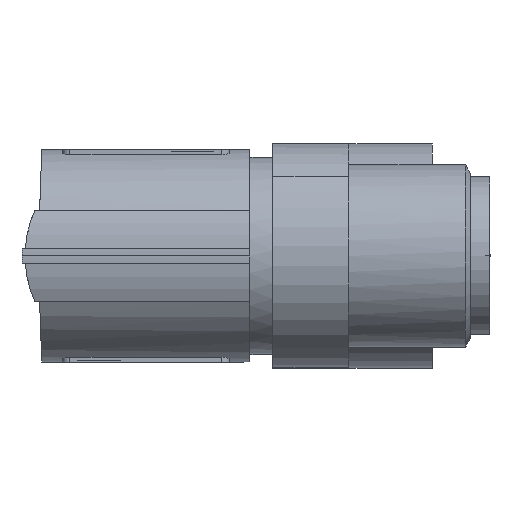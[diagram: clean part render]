
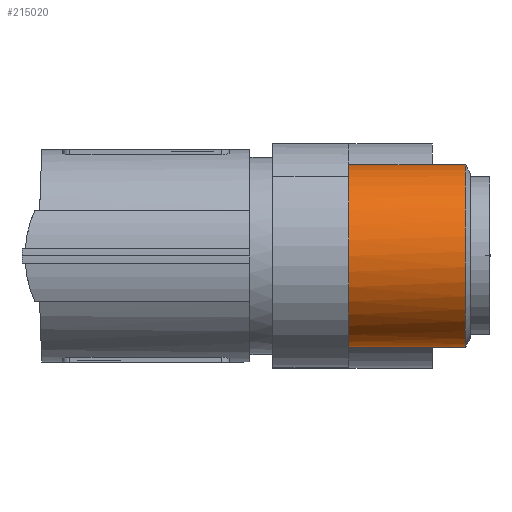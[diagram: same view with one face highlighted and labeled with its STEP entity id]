
A CAD part, left-side view. The second image highlights one B-rep face of the part: STEP entity #215020.
In plain terms, the highlighted cylindrical face has radius 6 mm (diameter 12 mm), a partial arc.
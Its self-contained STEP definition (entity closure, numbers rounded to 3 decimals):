
#51360=CARTESIAN_POINT('',(10.247,43.846,
212.75));
#51370=DIRECTION('',(-0.707,0.707,
0.));
#51380=DIRECTION('',(-0.707,-0.707,
0.));
#51390=AXIS2_PLACEMENT_3D('',#51360,#51370,#51380);
#51400=CIRCLE('',#51390,6.);
#51410=CARTESIAN_POINT('',(6.005,39.603,
212.75));
#51420=VERTEX_POINT('',#51410);
#51430=CARTESIAN_POINT('',(14.49,48.088,
212.75));
#51440=VERTEX_POINT('',#51430);
#51450=EDGE_CURVE('',#51420,#51440,#51400,.T.);
#51650=CARTESIAN_POINT('',(4.59,49.502,
212.75));
#51660=DIRECTION('',(-0.707,0.707,
0.));
#51670=DIRECTION('',(-0.707,-0.707,
0.));
#51680=AXIS2_PLACEMENT_3D('',#51650,#51660,#51670);
#51690=CYLINDRICAL_SURFACE('',#51680,6.);
#51700=CARTESIAN_POINT('',(8.833,53.745,
212.75));
#51710=DIRECTION('',(-0.707,0.707,
0.));
#51720=VECTOR('',#51710,1.);
#51730=LINE('',#51700,#51720);
#51740=CARTESIAN_POINT('',(9.057,53.521,
212.75));
#51750=VERTEX_POINT('',#51740);
#51760=EDGE_CURVE('',#51440,#51750,#51730,.T.);
#51780=CARTESIAN_POINT('',(4.815,49.278,
212.75));
#51790=DIRECTION('',(0.707,-0.707,
0.));
#51800=DIRECTION('',(0.683,0.683,
0.259));
#51810=AXIS2_PLACEMENT_3D('',#51780,#51790,#51800);
#51820=CIRCLE('',#51810,6.);
#51870=CARTESIAN_POINT('',(0.572,45.035,
212.75));
#51880=VERTEX_POINT('',#51870);
#51910=CARTESIAN_POINT('',(0.348,45.26,
212.75));
#51920=DIRECTION('',(-0.707,0.707,
0.));
#51930=VECTOR('',#51920,1.);
#51940=LINE('',#51910,#51930);
#51950=EDGE_CURVE('',#51420,#51880,#51940,.T.);
#52190=CARTESIAN_POINT('',(8.913,53.376,
214.303));
#52200=VERTEX_POINT('',#52190);
#52230=EDGE_CURVE('',#52200,#51880,#51820,.T.);
#211130=CARTESIAN_POINT('',(9.053,53.517,
213.012));
#211140=VERTEX_POINT('',#211130);
#211150=EDGE_CURVE('',#211140,#52200,#51820,.T.);
#211210=EDGE_CURVE('',#51750,#211140,#51820,.T.);
#214940=ORIENTED_EDGE('',*,*,#51760,.T.);
#214950=ORIENTED_EDGE('',*,*,#51450,.T.);
#214960=ORIENTED_EDGE('',*,*,#51950,.F.);
#214970=ORIENTED_EDGE('',*,*,#52230,.T.);
#214980=ORIENTED_EDGE('',*,*,#211150,.T.);
#214990=ORIENTED_EDGE('',*,*,#211210,.T.);
#215000=EDGE_LOOP('',(#214990,#214980,#214970,#214960,#214950,#214940));
#215010=FACE_OUTER_BOUND('',#215000,.T.);
#215020=ADVANCED_FACE('',(#215010),#51690,.T.);
